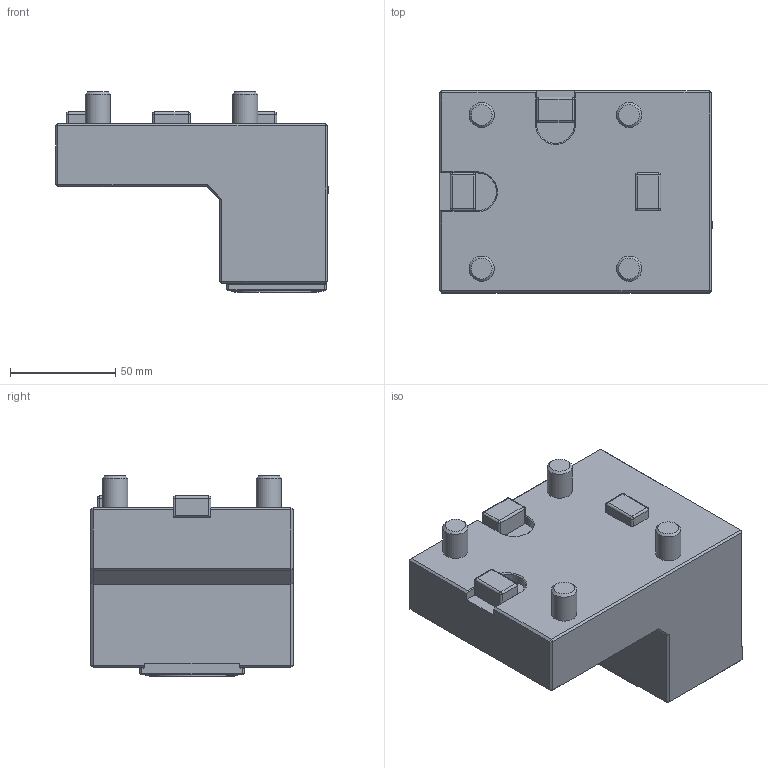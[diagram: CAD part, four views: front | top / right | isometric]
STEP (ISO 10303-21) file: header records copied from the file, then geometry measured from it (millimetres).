
FILE_DESCRIPTION(/* description */ (''),/* implementation_level */ '2;1');
FILE_NAME(/* name */ '1615900603428.stp',/* time_stamp */ '2021-03-16T14:16:59+01:00',/* author */ (''),/* organization */ ('SMS'),/* preprocessor_version */ 'ST-DEVELOPER v16.7',/* originating_system */ 'SIEMENS PLM Software NX 12.0',/* authorisation */ '');
FILE_SCHEMA (('AUTOMOTIVE_DESIGN { 1 0 10303 214 3 1 1 1 }'));
Length unit declared in the file: millimetre
Products named in the file (1): 203432635mod000_00
Bounding box: 129.54 x 96 x 95 mm (x, y, z)
Volume: 600635.9 mm3; surface area: 58221.8 mm2
Topology: 1 solids, 1 shells, 187 faces, 464 edges, 275 vertices
Faces by surface type: plane 119, cylinder 40, sphere 17, cone 10, bspline 1
Full cylindrical faces by diameter (mm): 2.5 x1, 5.7 x1, 7.2 x4, 12 x4, 31.6 x1, 40 x1
Entity records: 5353 total; most frequent: CARTESIAN_POINT 1079, DIRECTION 890, ORIENTED_EDGE 824, EDGE_CURVE 412, LINE 298, VECTOR 298, AXIS2_PLACEMENT_3D 296, VERTEX_POINT 258
